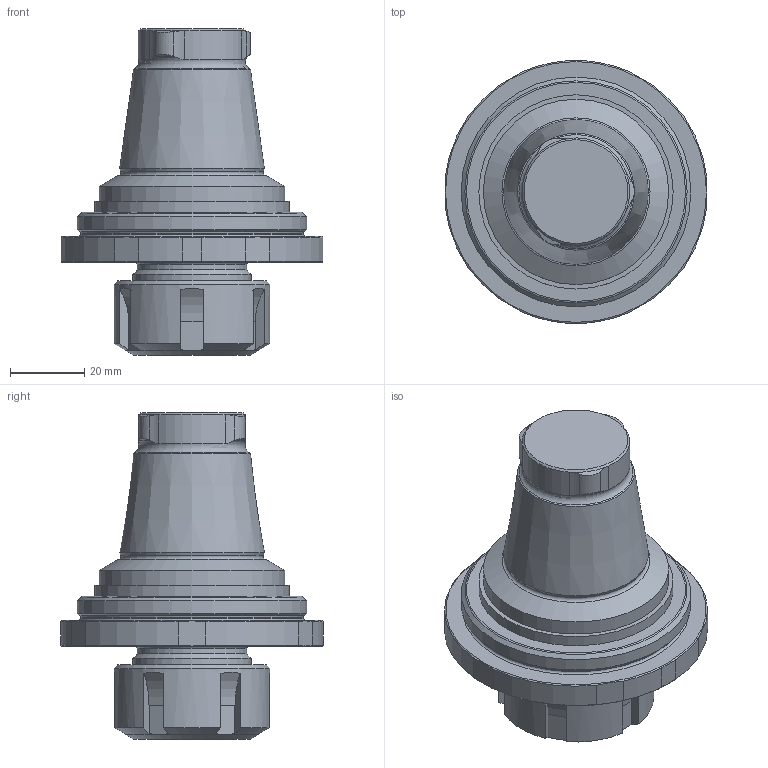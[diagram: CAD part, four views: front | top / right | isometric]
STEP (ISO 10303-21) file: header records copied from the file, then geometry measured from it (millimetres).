
FILE_DESCRIPTION(/* description */ ('Unknown'),/* implementation_level */ '2;1');
FILE_NAME(/* name */ '320040016',/* time_stamp */ '2020-07-22T15:47:07+02:00',/* author */ ('KS'),/* organization */ ('WTO'),/* preprocessor_version */ 'ST-DEVELOPER v16.7',/* originating_system */ 'DEX',/* authorisation */ $);
FILE_SCHEMA (('AUTOMOTIVE_DESIGN {1 0 10303 214 3 1 1}'));
Length unit declared in the file: millimetre
Products named in the file (1): 090291_320040016_vereinfacht_STP_00400954
Bounding box: 70.6 x 70.8 x 88 mm (x, y, z)
Volume: 111192.3 mm3; surface area: 24156.1 mm2
Topology: 1 solids, 1 shells, 103 faces, 252 edges, 159 vertices
Faces by surface type: plane 36, cylinder 35, cone 26, torus 6
Full cylindrical faces by diameter (mm): 18.5 x1, 29.5 x1, 32 x1, 32.8 x1, 42 x1, 50 x1, 52.4 x1, 60.1 x1, 62 x1
Entity records: 2921 total; most frequent: CARTESIAN_POINT 701, DIRECTION 440, ORIENTED_EDGE 430, EDGE_CURVE 215, AXIS2_PLACEMENT_3D 191, VERTEX_POINT 151, EDGE_LOOP 140, FACE_BOUND 140
